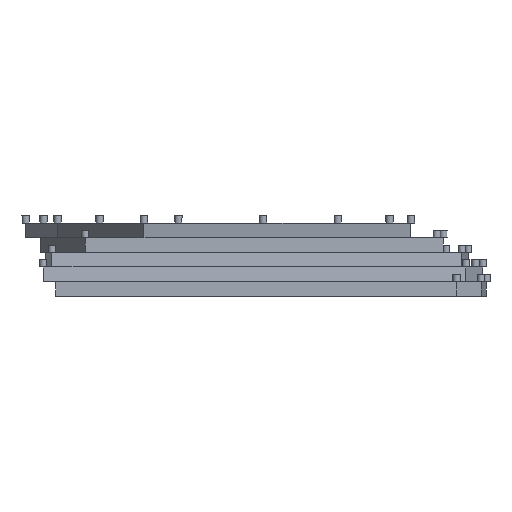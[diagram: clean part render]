
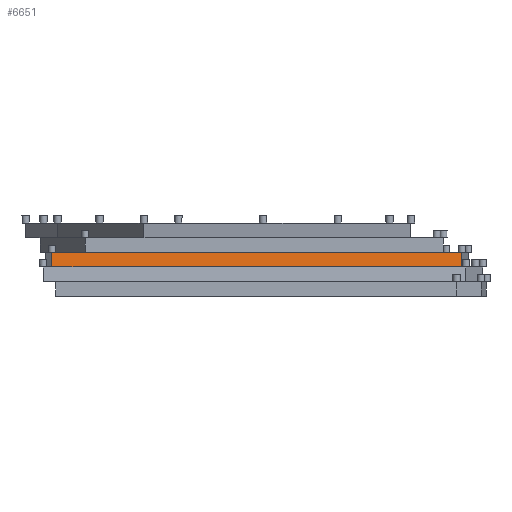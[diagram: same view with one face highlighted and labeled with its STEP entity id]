
A CAD part, front view. The second image highlights one B-rep face of the part: STEP entity #6651.
In plain terms, the highlighted planar face has unit normal (0.524, -0.852, 0).
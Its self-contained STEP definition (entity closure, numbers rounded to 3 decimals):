
#4123 = PLANE('',#4124);
#4124 = AXIS2_PLACEMENT_3D('',#4125,#4126,#4127);
#4125 = CARTESIAN_POINT('',(-28.866,1.161,6.));
#4126 = DIRECTION('',(0.,0.,1.));
#4127 = DIRECTION('',(0.707,0.707,0.));
#4292 = VERTEX_POINT('',#4293);
#4293 = CARTESIAN_POINT('',(-10.406,0.144,6.));
#4307 = PLANE('',#4308);
#4308 = AXIS2_PLACEMENT_3D('',#4309,#4310,#4311);
#4309 = CARTESIAN_POINT('',(-26.023,5.83,6.));
#4310 = DIRECTION('',(0.,0.,1.));
#4311 = DIRECTION('',(0.866,0.5,0.));
#5226 = PLANE('',#5227);
#5227 = AXIS2_PLACEMENT_3D('',#5228,#5229,#5230);
#5228 = CARTESIAN_POINT('',(-51.356,-5.763,4.));
#5229 = DIRECTION('',(0.999,0.046,0.));
#5230 = DIRECTION('',(0.046,-0.999,0.));
#5573 = EDGE_CURVE('',#5574,#4292,#5576,.T.);
#5574 = VERTEX_POINT('',#5575);
#5575 = CARTESIAN_POINT('',(-50.497,-24.536,6.));
#5576 = SURFACE_CURVE('',#5577,(#5581,#5588),.PCURVE_S1.);
#5577 = LINE('',#5578,#5579);
#5578 = CARTESIAN_POINT('',(-50.497,-24.536,6.));
#5579 = VECTOR('',#5580,1.);
#5580 = DIRECTION('',(0.852,0.524,0.));
#5581 = PCURVE('',#4123,#5582);
#5582 = DEFINITIONAL_REPRESENTATION('',(#5583),#5587);
#5583 = LINE('',#5584,#5585);
#5584 = CARTESIAN_POINT('',(-33.466,-2.875));
#5585 = VECTOR('',#5586,1.);
#5586 = DIRECTION('',(0.973,-0.231));
#5587 = ( GEOMETRIC_REPRESENTATION_CONTEXT(2) 
PARAMETRIC_REPRESENTATION_CONTEXT() REPRESENTATION_CONTEXT('2D SPACE',''
  ) );
#5588 = PCURVE('',#5589,#5594);
#5589 = PLANE('',#5590);
#5590 = AXIS2_PLACEMENT_3D('',#5591,#5592,#5593);
#5591 = CARTESIAN_POINT('',(-50.497,-24.536,4.));
#5592 = DIRECTION('',(-0.524,0.852,0.));
#5593 = DIRECTION('',(0.852,0.524,0.));
#5594 = DEFINITIONAL_REPRESENTATION('',(#5595),#5599);
#5595 = LINE('',#5596,#5597);
#5596 = CARTESIAN_POINT('',(0.,-2.));
#5597 = VECTOR('',#5598,1.);
#5598 = DIRECTION('',(1.,0.));
#5599 = ( GEOMETRIC_REPRESENTATION_CONTEXT(2) 
PARAMETRIC_REPRESENTATION_CONTEXT() REPRESENTATION_CONTEXT('2D SPACE',''
  ) );
#5630 = VERTEX_POINT('',#5631);
#5631 = CARTESIAN_POINT('',(5.053,9.661,6.));
#5674 = PLANE('',#5675);
#5675 = AXIS2_PLACEMENT_3D('',#5676,#5677,#5678);
#5676 = CARTESIAN_POINT('',(5.479,9.923,4.));
#5677 = DIRECTION('',(-0.991,0.132,0.));
#5678 = DIRECTION('',(0.132,0.991,0.));
#5854 = EDGE_CURVE('',#4292,#5630,#5855,.T.);
#5855 = SURFACE_CURVE('',#5856,(#5860,#5867),.PCURVE_S1.);
#5856 = LINE('',#5857,#5858);
#5857 = CARTESIAN_POINT('',(-50.497,-24.536,6.));
#5858 = VECTOR('',#5859,1.);
#5859 = DIRECTION('',(0.852,0.524,0.));
#5860 = PCURVE('',#4307,#5861);
#5861 = DEFINITIONAL_REPRESENTATION('',(#5862),#5866);
#5862 = LINE('',#5863,#5864);
#5863 = CARTESIAN_POINT('',(-36.378,-14.061));
#5864 = VECTOR('',#5865,1.);
#5865 = DIRECTION('',(1.,0.028));
#5866 = ( GEOMETRIC_REPRESENTATION_CONTEXT(2) 
PARAMETRIC_REPRESENTATION_CONTEXT() REPRESENTATION_CONTEXT('2D SPACE',''
  ) );
#5867 = PCURVE('',#5589,#5868);
#5868 = DEFINITIONAL_REPRESENTATION('',(#5869),#5873);
#5869 = LINE('',#5870,#5871);
#5870 = CARTESIAN_POINT('',(0.,-2.));
#5871 = VECTOR('',#5872,1.);
#5872 = DIRECTION('',(1.,0.));
#5873 = ( GEOMETRIC_REPRESENTATION_CONTEXT(2) 
PARAMETRIC_REPRESENTATION_CONTEXT() REPRESENTATION_CONTEXT('2D SPACE',''
  ) );
#5985 = EDGE_CURVE('',#5986,#5574,#5988,.T.);
#5986 = VERTEX_POINT('',#5987);
#5987 = CARTESIAN_POINT('',(-50.497,-24.536,4.));
#5988 = SURFACE_CURVE('',#5989,(#5993,#6000),.PCURVE_S1.);
#5989 = LINE('',#5990,#5991);
#5990 = CARTESIAN_POINT('',(-50.497,-24.536,4.));
#5991 = VECTOR('',#5992,1.);
#5992 = DIRECTION('',(0.,0.,1.));
#5993 = PCURVE('',#5226,#5994);
#5994 = DEFINITIONAL_REPRESENTATION('',(#5995),#5999);
#5995 = LINE('',#5996,#5997);
#5996 = CARTESIAN_POINT('',(18.792,0.));
#5997 = VECTOR('',#5998,1.);
#5998 = DIRECTION('',(0.,-1.));
#5999 = ( GEOMETRIC_REPRESENTATION_CONTEXT(2) 
PARAMETRIC_REPRESENTATION_CONTEXT() REPRESENTATION_CONTEXT('2D SPACE',''
  ) );
#6000 = PCURVE('',#5589,#6001);
#6001 = DEFINITIONAL_REPRESENTATION('',(#6002),#6006);
#6002 = LINE('',#6003,#6004);
#6003 = CARTESIAN_POINT('',(0.,0.));
#6004 = VECTOR('',#6005,1.);
#6005 = DIRECTION('',(0.,-1.));
#6006 = ( GEOMETRIC_REPRESENTATION_CONTEXT(2) 
PARAMETRIC_REPRESENTATION_CONTEXT() REPRESENTATION_CONTEXT('2D SPACE',''
  ) );
#6024 = PLANE('',#6025);
#6025 = AXIS2_PLACEMENT_3D('',#6026,#6027,#6028);
#6026 = CARTESIAN_POINT('',(-26.023,5.83,4.));
#6027 = DIRECTION('',(0.,0.,1.));
#6028 = DIRECTION('',(0.866,0.5,0.));
#6651 = ADVANCED_FACE('',(#6652),#5589,.F.);
#6652 = FACE_BOUND('',#6653,.F.);
#6653 = EDGE_LOOP('',(#6654,#6655,#6656,#6657,#6685,#6708,#6736));
#6654 = ORIENTED_EDGE('',*,*,#5985,.T.);
#6655 = ORIENTED_EDGE('',*,*,#5573,.T.);
#6656 = ORIENTED_EDGE('',*,*,#5854,.T.);
#6657 = ORIENTED_EDGE('',*,*,#6658,.T.);
#6658 = EDGE_CURVE('',#5630,#6659,#6661,.T.);
#6659 = VERTEX_POINT('',#6660);
#6660 = CARTESIAN_POINT('',(5.479,9.923,6.));
#6661 = SURFACE_CURVE('',#6662,(#6666,#6673),.PCURVE_S1.);
#6662 = LINE('',#6663,#6664);
#6663 = CARTESIAN_POINT('',(-50.497,-24.536,6.));
#6664 = VECTOR('',#6665,1.);
#6665 = DIRECTION('',(0.852,0.524,0.));
#6666 = PCURVE('',#5589,#6667);
#6667 = DEFINITIONAL_REPRESENTATION('',(#6668),#6672);
#6668 = LINE('',#6669,#6670);
#6669 = CARTESIAN_POINT('',(0.,-2.));
#6670 = VECTOR('',#6671,1.);
#6671 = DIRECTION('',(1.,0.));
#6672 = ( GEOMETRIC_REPRESENTATION_CONTEXT(2) 
PARAMETRIC_REPRESENTATION_CONTEXT() REPRESENTATION_CONTEXT('2D SPACE',''
  ) );
#6673 = PCURVE('',#6674,#6679);
#6674 = PLANE('',#6675);
#6675 = AXIS2_PLACEMENT_3D('',#6676,#6677,#6678);
#6676 = CARTESIAN_POINT('',(5.479,9.923,6.));
#6677 = DIRECTION('',(0.,0.,1.));
#6678 = DIRECTION('',(0.866,0.5,0.));
#6679 = DEFINITIONAL_REPRESENTATION('',(#6680),#6684);
#6680 = LINE('',#6681,#6682);
#6681 = CARTESIAN_POINT('',(-65.706,-1.854));
#6682 = VECTOR('',#6683,1.);
#6683 = DIRECTION('',(1.,0.028));
#6684 = ( GEOMETRIC_REPRESENTATION_CONTEXT(2) 
PARAMETRIC_REPRESENTATION_CONTEXT() REPRESENTATION_CONTEXT('2D SPACE',''
  ) );
#6685 = ORIENTED_EDGE('',*,*,#6686,.F.);
#6686 = EDGE_CURVE('',#6687,#6659,#6689,.T.);
#6687 = VERTEX_POINT('',#6688);
#6688 = CARTESIAN_POINT('',(5.479,9.923,4.));
#6689 = SURFACE_CURVE('',#6690,(#6694,#6701),.PCURVE_S1.);
#6690 = LINE('',#6691,#6692);
#6691 = CARTESIAN_POINT('',(5.479,9.923,4.));
#6692 = VECTOR('',#6693,1.);
#6693 = DIRECTION('',(0.,0.,1.));
#6694 = PCURVE('',#5589,#6695);
#6695 = DEFINITIONAL_REPRESENTATION('',(#6696),#6700);
#6696 = LINE('',#6697,#6698);
#6697 = CARTESIAN_POINT('',(65.732,0.));
#6698 = VECTOR('',#6699,1.);
#6699 = DIRECTION('',(0.,-1.));
#6700 = ( GEOMETRIC_REPRESENTATION_CONTEXT(2) 
PARAMETRIC_REPRESENTATION_CONTEXT() REPRESENTATION_CONTEXT('2D SPACE',''
  ) );
#6701 = PCURVE('',#5674,#6702);
#6702 = DEFINITIONAL_REPRESENTATION('',(#6703),#6707);
#6703 = LINE('',#6704,#6705);
#6704 = CARTESIAN_POINT('',(0.,0.));
#6705 = VECTOR('',#6706,1.);
#6706 = DIRECTION('',(0.,-1.));
#6707 = ( GEOMETRIC_REPRESENTATION_CONTEXT(2) 
PARAMETRIC_REPRESENTATION_CONTEXT() REPRESENTATION_CONTEXT('2D SPACE',''
  ) );
#6708 = ORIENTED_EDGE('',*,*,#6709,.F.);
#6709 = EDGE_CURVE('',#6710,#6687,#6712,.T.);
#6710 = VERTEX_POINT('',#6711);
#6711 = CARTESIAN_POINT('',(-9.155,0.914,4.));
#6712 = SURFACE_CURVE('',#6713,(#6717,#6724),.PCURVE_S1.);
#6713 = LINE('',#6714,#6715);
#6714 = CARTESIAN_POINT('',(-50.497,-24.536,4.));
#6715 = VECTOR('',#6716,1.);
#6716 = DIRECTION('',(0.852,0.524,0.));
#6717 = PCURVE('',#5589,#6718);
#6718 = DEFINITIONAL_REPRESENTATION('',(#6719),#6723);
#6719 = LINE('',#6720,#6721);
#6720 = CARTESIAN_POINT('',(0.,0.));
#6721 = VECTOR('',#6722,1.);
#6722 = DIRECTION('',(1.,0.));
#6723 = ( GEOMETRIC_REPRESENTATION_CONTEXT(2) 
PARAMETRIC_REPRESENTATION_CONTEXT() REPRESENTATION_CONTEXT('2D SPACE',''
  ) );
#6724 = PCURVE('',#6725,#6730);
#6725 = PLANE('',#6726);
#6726 = AXIS2_PLACEMENT_3D('',#6727,#6728,#6729);
#6727 = CARTESIAN_POINT('',(-22.837,9.295,4.));
#6728 = DIRECTION('',(0.,0.,1.));
#6729 = DIRECTION('',(0.966,0.259,0.));
#6730 = DEFINITIONAL_REPRESENTATION('',(#6731),#6735);
#6731 = LINE('',#6732,#6733);
#6732 = CARTESIAN_POINT('',(-35.474,-25.519));
#6733 = VECTOR('',#6734,1.);
#6734 = DIRECTION('',(0.958,0.286));
#6735 = ( GEOMETRIC_REPRESENTATION_CONTEXT(2) 
PARAMETRIC_REPRESENTATION_CONTEXT() REPRESENTATION_CONTEXT('2D SPACE',''
  ) );
#6736 = ORIENTED_EDGE('',*,*,#6737,.F.);
#6737 = EDGE_CURVE('',#5986,#6710,#6738,.T.);
#6738 = SURFACE_CURVE('',#6739,(#6743,#6750),.PCURVE_S1.);
#6739 = LINE('',#6740,#6741);
#6740 = CARTESIAN_POINT('',(-50.497,-24.536,4.));
#6741 = VECTOR('',#6742,1.);
#6742 = DIRECTION('',(0.852,0.524,0.));
#6743 = PCURVE('',#5589,#6744);
#6744 = DEFINITIONAL_REPRESENTATION('',(#6745),#6749);
#6745 = LINE('',#6746,#6747);
#6746 = CARTESIAN_POINT('',(0.,0.));
#6747 = VECTOR('',#6748,1.);
#6748 = DIRECTION('',(1.,0.));
#6749 = ( GEOMETRIC_REPRESENTATION_CONTEXT(2) 
PARAMETRIC_REPRESENTATION_CONTEXT() REPRESENTATION_CONTEXT('2D SPACE',''
  ) );
#6750 = PCURVE('',#6024,#6751);
#6751 = DEFINITIONAL_REPRESENTATION('',(#6752),#6756);
#6752 = LINE('',#6753,#6754);
#6753 = CARTESIAN_POINT('',(-36.378,-14.061));
#6754 = VECTOR('',#6755,1.);
#6755 = DIRECTION('',(1.,0.028));
#6756 = ( GEOMETRIC_REPRESENTATION_CONTEXT(2) 
PARAMETRIC_REPRESENTATION_CONTEXT() REPRESENTATION_CONTEXT('2D SPACE',''
  ) );
